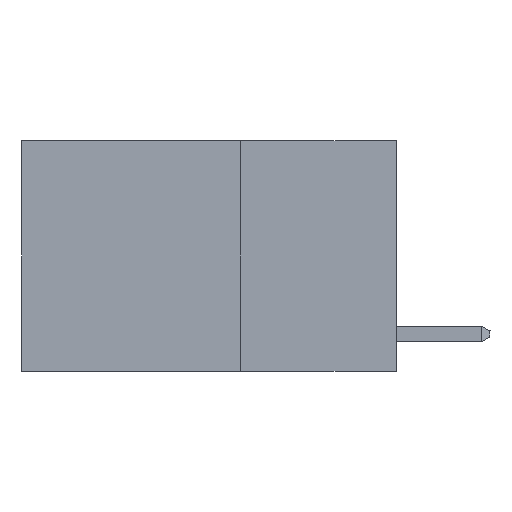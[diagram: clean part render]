
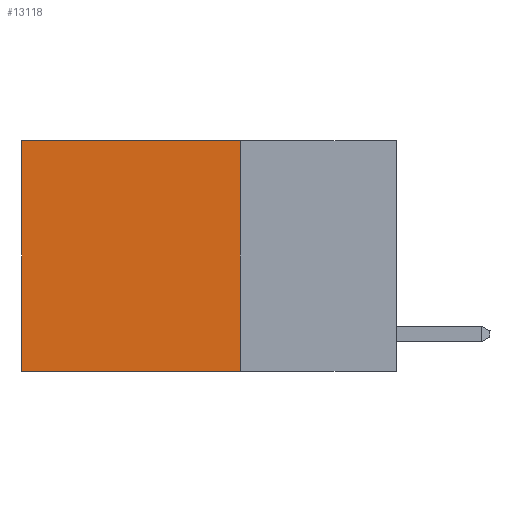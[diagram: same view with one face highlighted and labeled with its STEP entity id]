
A CAD part, left-side view. The second image highlights one B-rep face of the part: STEP entity #13118.
In plain terms, the highlighted planar face has unit normal (-1, 0, 0).
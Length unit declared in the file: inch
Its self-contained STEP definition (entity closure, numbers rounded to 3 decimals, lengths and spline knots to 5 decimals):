
#322 = EDGE_CURVE ( 'NONE', #654, #11816, #21968, .T. ) ;
#654 = VERTEX_POINT ( 'NONE', #9773 ) ;
#1578 = VECTOR ( 'NONE', #15342, 39.37008 ) ;
#2304 = VECTOR ( 'NONE', #25706, 39.37008 ) ;
#3304 = ORIENTED_EDGE ( 'NONE', *, *, #5080, .T. ) ;
#3636 = LINE ( 'NONE', #13294, #1578 ) ;
#5080 = EDGE_CURVE ( 'NONE', #15978, #11816, #16077, .T. ) ;
#5141 = DIRECTION ( 'NONE',  ( 1., 0., 0. ) ) ;
#5944 = VECTOR ( 'NONE', #29484, 39.37008 ) ;
#6773 = CARTESIAN_POINT ( 'NONE',  ( 0.2625, 0.6, 0. ) ) ;
#9100 = VECTOR ( 'NONE', #12448, 39.37008 ) ;
#9654 = LINE ( 'NONE', #26526, #9100 ) ;
#9773 = CARTESIAN_POINT ( 'NONE',  ( 0.2625, 0.25, -0.37 ) ) ;
#11496 = FACE_OUTER_BOUND ( 'NONE', #15067, .T. ) ;
#11816 = VERTEX_POINT ( 'NONE', #12533 ) ;
#12082 = EDGE_CURVE ( 'NONE', #19574, #15978, #9654, .T. ) ;
#12448 = DIRECTION ( 'NONE',  ( 0., 1., 0. ) ) ;
#12533 = CARTESIAN_POINT ( 'NONE',  ( 0.2625, 0.6, -0.37 ) ) ;
#13118 = ADVANCED_FACE ( 'NONE', ( #11496 ), #21122, .F. ) ;
#13294 = CARTESIAN_POINT ( 'NONE',  ( 0.2625, 0.25, 0. ) ) ;
#15067 = EDGE_LOOP ( 'NONE', ( #3304, #25703, #28253, #25938 ) ) ;
#15342 = DIRECTION ( 'NONE',  ( 0., 0., -1. ) ) ;
#15420 = EDGE_CURVE ( 'NONE', #19574, #654, #3636, .T. ) ;
#15978 = VERTEX_POINT ( 'NONE', #6773 ) ;
#16077 = LINE ( 'NONE', #16238, #2304 ) ;
#16238 = CARTESIAN_POINT ( 'NONE',  ( 0.2625, 0.6, 0. ) ) ;
#19574 = VERTEX_POINT ( 'NONE', #26171 ) ;
#20175 = AXIS2_PLACEMENT_3D ( 'NONE', #30682, #5141, #26906 ) ;
#21122 = PLANE ( 'NONE',  #20175 ) ;
#21968 = LINE ( 'NONE', #26695, #5944 ) ;
#25703 = ORIENTED_EDGE ( 'NONE', *, *, #322, .F. ) ;
#25706 = DIRECTION ( 'NONE',  ( 0., 0., -1. ) ) ;
#25938 = ORIENTED_EDGE ( 'NONE', *, *, #12082, .T. ) ;
#26171 = CARTESIAN_POINT ( 'NONE',  ( 0.2625, 0.25, 0. ) ) ;
#26526 = CARTESIAN_POINT ( 'NONE',  ( 0.2625, 0.25, 0. ) ) ;
#26695 = CARTESIAN_POINT ( 'NONE',  ( 0.2625, 0.25, -0.37 ) ) ;
#26906 = DIRECTION ( 'NONE',  ( 0., 0., -1. ) ) ;
#28253 = ORIENTED_EDGE ( 'NONE', *, *, #15420, .F. ) ;
#29484 = DIRECTION ( 'NONE',  ( 0., 1., 0. ) ) ;
#30682 = CARTESIAN_POINT ( 'NONE',  ( 0.2625, 0.25, 0. ) ) ;
